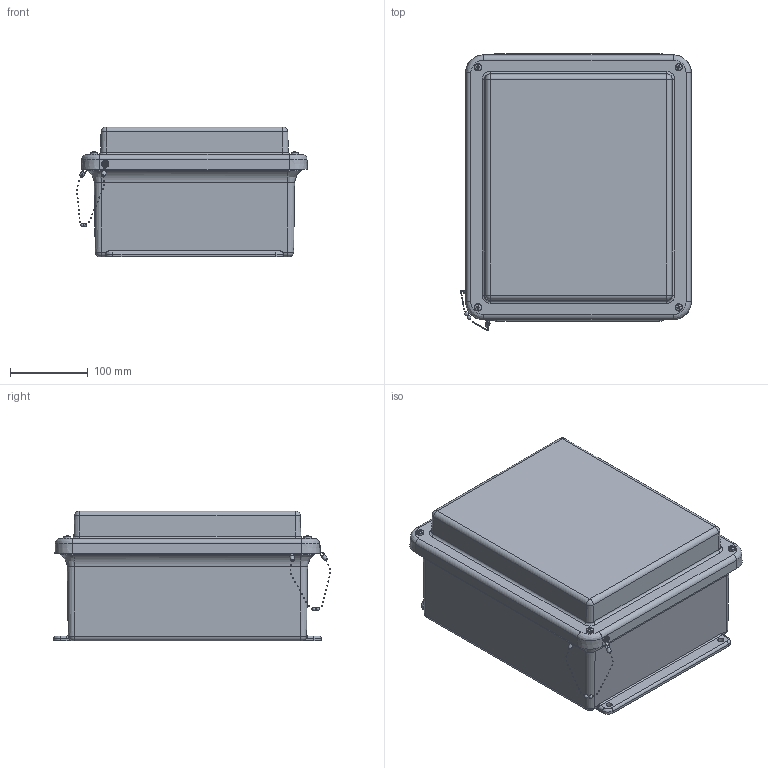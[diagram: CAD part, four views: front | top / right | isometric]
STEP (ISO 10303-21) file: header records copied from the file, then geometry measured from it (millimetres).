
FILE_DESCRIPTION (( 'STEP AP214' ), '1' );
FILE_NAME ('MR1210W.STEP', '2018-11-06T18:22:15', ( '' ), ( '' ), 'SwSTEP 2.0', 'SolidWorks 2018', '' );
FILE_SCHEMA (( 'AUTOMOTIVE_DESIGN' ));
Length unit declared in the file: inch
Products named in the file (1): MR1210W
Bounding box: 296.57 x 356.32 x 167.03 mm (x, y, z)
Volume: 1491402.4 mm3; surface area: 803512.4 mm2
Topology: 45 solids, 45 shells, 937 faces, 2197 edges, 1368 vertices
Faces by surface type: cylinder 299, cone 221, plane 210, bspline 195, torus 12
Full cylindrical faces by diameter (mm): 3.175 x2, 3.2 x1, 3.556 x5, 3.683 x4, 3.861 x5, 3.962 x7, 3.967 x80, 4.762 x1, 4.763 x1, 4.826 x80, 5.537 x4, 6.35 x2, 6.858 x8, 7.188 x1
Entity records: 42819 total; most frequent: CARTESIAN_POINT 13282, DIRECTION 3342, ORIENTED_EDGE 3204, EDGE_CURVE 1602, AXIS2_PLACEMENT_3D 1439, EDGE_LOOP 1414, VERTEX_POINT 1186, FACE_OUTER_BOUND 1115
